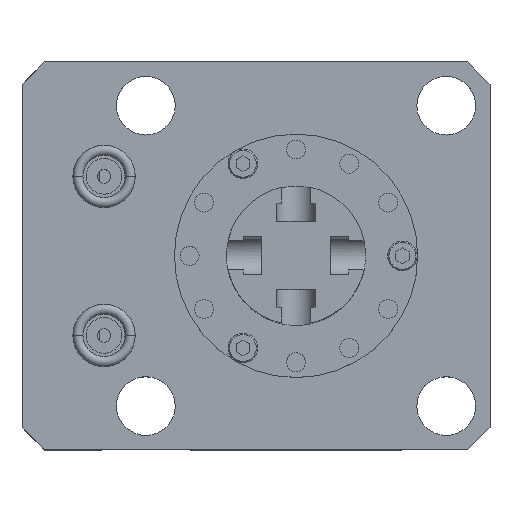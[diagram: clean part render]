
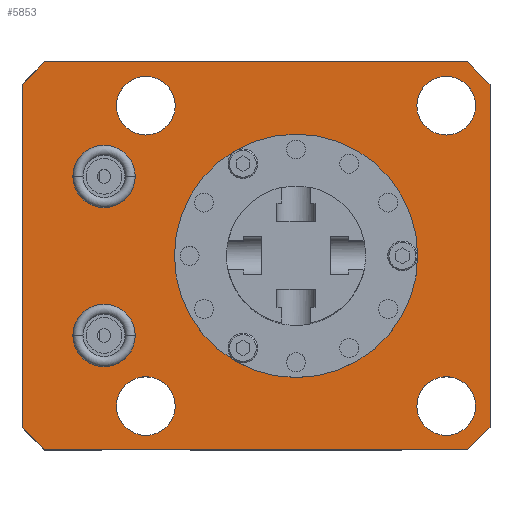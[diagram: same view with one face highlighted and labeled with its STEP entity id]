
A CAD part, top view. The second image highlights one B-rep face of the part: STEP entity #5853.
In plain terms, the highlighted planar face has unit normal (0, 0, 1).
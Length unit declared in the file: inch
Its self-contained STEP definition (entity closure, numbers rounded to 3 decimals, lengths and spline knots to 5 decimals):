
#1141=CARTESIAN_POINT('',(1.08,-1.08,0.985));
#1142=DIRECTION('',(0.,0.,-1.));
#1143=DIRECTION('',(1.,0.,0.));
#1144=AXIS2_PLACEMENT_3D('',#1141,#1142,#1143);
#1149=CARTESIAN_POINT('',(1.08,-1.08,0.985));
#1150=DIRECTION('',(0.,0.,-1.));
#1151=DIRECTION('',(-1.,0.,0.));
#1152=AXIS2_PLACEMENT_3D('',#1149,#1150,#1151);
#1157=CARTESIAN_POINT('',(1.08,1.08,0.985));
#1158=DIRECTION('',(0.,0.,-1.));
#1159=DIRECTION('',(1.,0.,0.));
#1160=AXIS2_PLACEMENT_3D('',#1157,#1158,#1159);
#1165=CARTESIAN_POINT('',(1.08,1.08,0.985));
#1166=DIRECTION('',(0.,0.,-1.));
#1167=DIRECTION('',(-1.,0.,0.));
#1168=AXIS2_PLACEMENT_3D('',#1165,#1166,#1167);
#1173=CARTESIAN_POINT('',(-1.08,-1.08,0.985));
#1174=DIRECTION('',(0.,0.,-1.));
#1175=DIRECTION('',(1.,0.,0.));
#1176=AXIS2_PLACEMENT_3D('',#1173,#1174,#1175);
#1181=CARTESIAN_POINT('',(-1.08,-1.08,0.985));
#1182=DIRECTION('',(0.,0.,-1.));
#1183=DIRECTION('',(-1.,0.,0.));
#1184=AXIS2_PLACEMENT_3D('',#1181,#1182,#1183);
#1189=CARTESIAN_POINT('',(-1.08,1.08,0.985));
#1190=DIRECTION('',(0.,0.,-1.));
#1191=DIRECTION('',(1.,0.,0.));
#1192=AXIS2_PLACEMENT_3D('',#1189,#1190,#1191);
#1197=CARTESIAN_POINT('',(-1.08,1.08,0.985));
#1198=DIRECTION('',(0.,0.,-1.));
#1199=DIRECTION('',(-1.,0.,0.));
#1200=AXIS2_PLACEMENT_3D('',#1197,#1198,#1199);
#1205=CARTESIAN_POINT('',(-1.381,-0.572,0.985));
#1206=DIRECTION('',(0.,0.,1.));
#1207=DIRECTION('',(-1.,0.,0.));
#1208=AXIS2_PLACEMENT_3D('',#1205,#1206,#1207);
#1213=CARTESIAN_POINT('',(-1.381,-0.572,0.985));
#1214=DIRECTION('',(0.,0.,1.));
#1215=DIRECTION('',(1.,0.,0.));
#1216=AXIS2_PLACEMENT_3D('',#1213,#1214,#1215);
#1221=CARTESIAN_POINT('',(-1.381,0.572,0.985));
#1222=DIRECTION('',(0.,0.,1.));
#1223=DIRECTION('',(-1.,0.,0.));
#1224=AXIS2_PLACEMENT_3D('',#1221,#1222,#1223);
#1229=CARTESIAN_POINT('',(-1.381,0.572,0.985));
#1230=DIRECTION('',(0.,0.,1.));
#1231=DIRECTION('',(1.,0.,0.));
#1232=AXIS2_PLACEMENT_3D('',#1229,#1230,#1231);
#1237=DIRECTION('',(0.,-1.,0.));
#1238=VECTOR('',#1237,2.47);
#1239=CARTESIAN_POINT('',(-1.971,1.235,0.985));
#1240=LINE('',#1239,#1238);
#1244=DIRECTION('',(-0.707,-0.707,0.));
#1245=VECTOR('',#1244,0.22627);
#1246=CARTESIAN_POINT('',(-1.811,1.395,0.985));
#1247=LINE('',#1246,#1245);
#1251=DIRECTION('',(-1.,0.,0.));
#1252=VECTOR('',#1251,3.046);
#1253=CARTESIAN_POINT('',(1.235,1.395,0.985));
#1254=LINE('',#1253,#1252);
#1258=DIRECTION('',(-0.707,0.707,0.));
#1259=VECTOR('',#1258,0.22627);
#1260=CARTESIAN_POINT('',(1.395,1.235,0.985));
#1261=LINE('',#1260,#1259);
#1265=DIRECTION('',(0.,1.,0.));
#1266=VECTOR('',#1265,2.47);
#1267=CARTESIAN_POINT('',(1.395,-1.235,0.985));
#1268=LINE('',#1267,#1266);
#1272=DIRECTION('',(0.707,0.707,0.));
#1273=VECTOR('',#1272,0.22627);
#1274=CARTESIAN_POINT('',(1.235,-1.395,0.985));
#1275=LINE('',#1274,#1273);
#1279=DIRECTION('',(1.,0.,0.));
#1280=VECTOR('',#1279,3.046);
#1281=CARTESIAN_POINT('',(-1.811,-1.395,0.985));
#1282=LINE('',#1281,#1280);
#1286=DIRECTION('',(0.707,-0.707,0.));
#1287=VECTOR('',#1286,0.22627);
#1288=CARTESIAN_POINT('',(-1.971,-1.235,0.985));
#1289=LINE('',#1288,#1287);
#1293=CARTESIAN_POINT('',(0.,0.,0.985));
#1294=DIRECTION('',(0.,0.,-1.));
#1295=DIRECTION('',(0.,1.,0.));
#1296=AXIS2_PLACEMENT_3D('',#1293,#1294,#1295);
#1301=CARTESIAN_POINT('',(0.,0.,0.985));
#1302=DIRECTION('',(0.,0.,-1.));
#1303=DIRECTION('',(0.,-1.,0.));
#1304=AXIS2_PLACEMENT_3D('',#1301,#1302,#1303);
#4405=CARTESIAN_POINT('',(-1.971,1.235,0.985));
#4406=CARTESIAN_POINT('',(-1.971,-1.235,0.985));
#4407=VERTEX_POINT('',#4405);
#4408=VERTEX_POINT('',#4406);
#4409=CARTESIAN_POINT('',(-1.811,-1.395,0.985));
#4410=CARTESIAN_POINT('',(1.235,-1.395,0.985));
#4411=VERTEX_POINT('',#4409);
#4412=VERTEX_POINT('',#4410);
#4413=CARTESIAN_POINT('',(1.395,-1.235,0.985));
#4414=CARTESIAN_POINT('',(1.395,1.235,0.985));
#4415=VERTEX_POINT('',#4413);
#4416=VERTEX_POINT('',#4414);
#4417=CARTESIAN_POINT('',(1.235,1.395,0.985));
#4418=CARTESIAN_POINT('',(-1.811,1.395,0.985));
#4419=VERTEX_POINT('',#4417);
#4420=VERTEX_POINT('',#4418);
#4445=CARTESIAN_POINT('',(1.291,-1.08,0.985));
#4446=CARTESIAN_POINT('',(0.869,-1.08,0.985));
#4447=VERTEX_POINT('',#4445);
#4448=VERTEX_POINT('',#4446);
#4509=CARTESIAN_POINT('',(-1.6055,-0.572,0.985));
#4510=CARTESIAN_POINT('',(-1.1565,-0.572,0.985));
#4511=VERTEX_POINT('',#4509);
#4512=VERTEX_POINT('',#4510);
#4513=CARTESIAN_POINT('',(-1.6055,0.572,0.985));
#4514=CARTESIAN_POINT('',(-1.1565,0.572,0.985));
#4515=VERTEX_POINT('',#4513);
#4516=VERTEX_POINT('',#4514);
#4609=CARTESIAN_POINT('',(1.291,1.08,0.985));
#4610=CARTESIAN_POINT('',(0.869,1.08,0.985));
#4611=VERTEX_POINT('',#4609);
#4612=VERTEX_POINT('',#4610);
#4613=CARTESIAN_POINT('',(-0.869,-1.08,0.985));
#4614=CARTESIAN_POINT('',(-1.291,-1.08,0.985));
#4615=VERTEX_POINT('',#4613);
#4616=VERTEX_POINT('',#4614);
#4617=CARTESIAN_POINT('',(-0.869,1.08,0.985));
#4618=CARTESIAN_POINT('',(-1.291,1.08,0.985));
#4619=VERTEX_POINT('',#4617);
#4620=VERTEX_POINT('',#4618);
#4779=CARTESIAN_POINT('',(0.,0.875,0.985));
#4780=CARTESIAN_POINT('',(0.,-0.875,0.985));
#4781=VERTEX_POINT('',#4779);
#4782=VERTEX_POINT('',#4780);
#5789=CARTESIAN_POINT('',(0.,0.,0.985));
#5790=DIRECTION('',(0.,0.,1.));
#5791=DIRECTION('',(1.,0.,0.));
#5792=AXIS2_PLACEMENT_3D('',#5789,#5790,#5791);
#5793=PLANE('',#5792);
#5795=ORIENTED_EDGE('',*,*,#5794,.F.);
#5797=ORIENTED_EDGE('',*,*,#5796,.F.);
#5799=ORIENTED_EDGE('',*,*,#5798,.F.);
#5801=ORIENTED_EDGE('',*,*,#5800,.F.);
#5803=ORIENTED_EDGE('',*,*,#5802,.F.);
#5805=ORIENTED_EDGE('',*,*,#5804,.F.);
#5807=ORIENTED_EDGE('',*,*,#5806,.F.);
#5809=ORIENTED_EDGE('',*,*,#5808,.F.);
#5810=EDGE_LOOP('',(#5795,#5797,#5799,#5801,#5803,#5805,#5807,#5809));
#5811=FACE_OUTER_BOUND('',#5810,.F.);
#5813=ORIENTED_EDGE('',*,*,#5812,.F.);
#5815=ORIENTED_EDGE('',*,*,#5814,.F.);
#5816=EDGE_LOOP('',(#5813,#5815));
#5817=FACE_BOUND('',#5816,.F.);
#5819=ORIENTED_EDGE('',*,*,#5818,.F.);
#5821=ORIENTED_EDGE('',*,*,#5820,.F.);
#5822=EDGE_LOOP('',(#5819,#5821));
#5823=FACE_BOUND('',#5822,.F.);
#5825=ORIENTED_EDGE('',*,*,#5824,.F.);
#5827=ORIENTED_EDGE('',*,*,#5826,.F.);
#5828=EDGE_LOOP('',(#5825,#5827));
#5829=FACE_BOUND('',#5828,.F.);
#5831=ORIENTED_EDGE('',*,*,#5830,.T.);
#5833=ORIENTED_EDGE('',*,*,#5832,.T.);
#5834=EDGE_LOOP('',(#5831,#5833));
#5835=FACE_BOUND('',#5834,.F.);
#5837=ORIENTED_EDGE('',*,*,#5836,.T.);
#5839=ORIENTED_EDGE('',*,*,#5838,.T.);
#5840=EDGE_LOOP('',(#5837,#5839));
#5841=FACE_BOUND('',#5840,.F.);
#5843=ORIENTED_EDGE('',*,*,#5842,.F.);
#5845=ORIENTED_EDGE('',*,*,#5844,.F.);
#5846=EDGE_LOOP('',(#5843,#5845));
#5847=FACE_BOUND('',#5846,.F.);
#5849=ORIENTED_EDGE('',*,*,#5848,.F.);
#5850=ORIENTED_EDGE('',*,*,#5779,.F.);
#5851=EDGE_LOOP('',(#5849,#5850));
#5852=FACE_BOUND('',#5851,.F.);
#1145=CIRCLE('',#1144,0.211);
#1153=CIRCLE('',#1152,0.211);
#1161=CIRCLE('',#1160,0.211);
#1169=CIRCLE('',#1168,0.211);
#1177=CIRCLE('',#1176,0.211);
#1185=CIRCLE('',#1184,0.211);
#1193=CIRCLE('',#1192,0.211);
#1201=CIRCLE('',#1200,0.211);
#1209=CIRCLE('',#1208,0.2245);
#1217=CIRCLE('',#1216,0.2245);
#1225=CIRCLE('',#1224,0.2245);
#1233=CIRCLE('',#1232,0.2245);
#1297=CIRCLE('',#1296,0.875);
#1305=CIRCLE('',#1304,0.875);
#5779=EDGE_CURVE('',#4782,#4781,#1305,.T.);
#5794=EDGE_CURVE('',#4407,#4408,#1240,.T.);
#5796=EDGE_CURVE('',#4420,#4407,#1247,.T.);
#5798=EDGE_CURVE('',#4419,#4420,#1254,.T.);
#5800=EDGE_CURVE('',#4416,#4419,#1261,.T.);
#5802=EDGE_CURVE('',#4415,#4416,#1268,.T.);
#5804=EDGE_CURVE('',#4412,#4415,#1275,.T.);
#5806=EDGE_CURVE('',#4411,#4412,#1282,.T.);
#5808=EDGE_CURVE('',#4408,#4411,#1289,.T.);
#5812=EDGE_CURVE('',#4611,#4612,#1161,.T.);
#5814=EDGE_CURVE('',#4612,#4611,#1169,.T.);
#5818=EDGE_CURVE('',#4615,#4616,#1177,.T.);
#5820=EDGE_CURVE('',#4616,#4615,#1185,.T.);
#5824=EDGE_CURVE('',#4619,#4620,#1193,.T.);
#5826=EDGE_CURVE('',#4620,#4619,#1201,.T.);
#5830=EDGE_CURVE('',#4511,#4512,#1209,.T.);
#5832=EDGE_CURVE('',#4512,#4511,#1217,.T.);
#5836=EDGE_CURVE('',#4515,#4516,#1225,.T.);
#5838=EDGE_CURVE('',#4516,#4515,#1233,.T.);
#5842=EDGE_CURVE('',#4447,#4448,#1145,.T.);
#5844=EDGE_CURVE('',#4448,#4447,#1153,.T.);
#5848=EDGE_CURVE('',#4781,#4782,#1297,.T.);
#5853=ADVANCED_FACE('',(#5811,#5817,#5823,#5829,#5835,#5841,#5847,#5852),#5793,
.T.);
